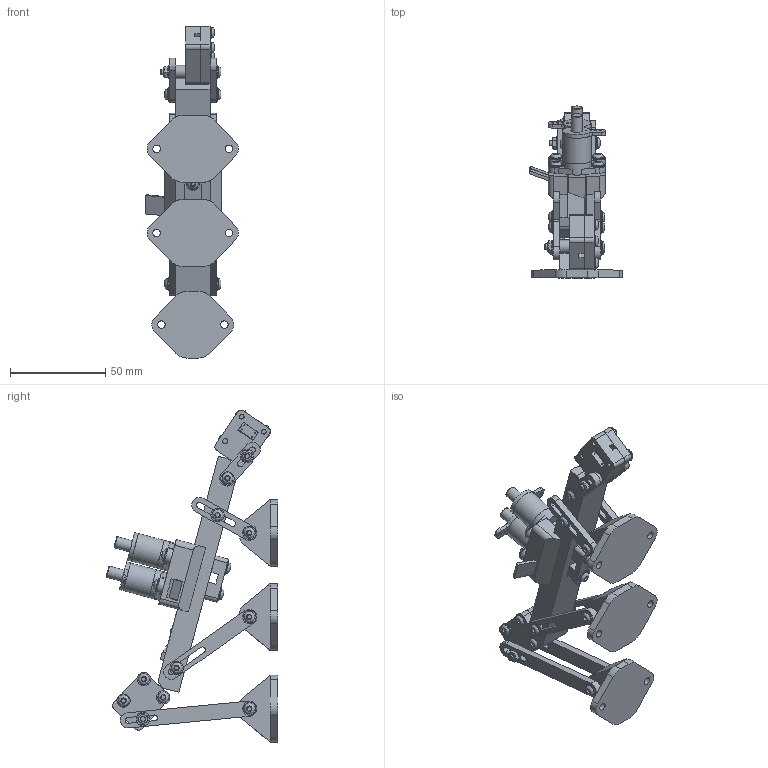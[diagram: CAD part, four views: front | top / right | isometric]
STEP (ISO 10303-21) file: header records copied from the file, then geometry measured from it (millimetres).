
FILE_DESCRIPTION(/* description */ (''),/* implementation_level */ '2;1');
FILE_NAME(/* name */ 'ASSEMBLY_Main.stp',/* time_stamp */ '2025-07-27T11:31:09+02:00',/* author */ ('Andrzej'),/* organization */ (''),/* preprocessor_version */ 'ST-DEVELOPER v20.1',/* originating_system */ 'Autodesk Inventor 2026',/* authorisation */ '');
FILE_SCHEMA (('AUTOMOTIVE_DESIGN { 1 0 10303 214 3 1 1 }'));
Length unit declared in the file: millimetre
Products named in the file (30): ASSEMBLY_Main; ISO 7380-1 - M3 x 30; ISO 7380-1 - M3 x 25; ISO 7380-1 - M3 x 10; ISO 7380-1 - M3 x 8; ISO 7380-1 - M3 x 12; DIN 125-2 - A 3,2; DIN 934 - M3; 3DP_PLA_Measurement_Rail; ASSEMBLY_Solenoid_Actuator; 3DP_ABS_Solenoid_Actuator_Body; COTS_GENERIC_Solenoid_Actuator_Coil; COTS_GENERIC_6x15mm_Neodymium_Magnet; COTS_GENERIC_Solenoid_Actuator_Push_Rod_M3; 3DP_ABS_Solenoid_Actuator_Offset_Spacer; 3DP_PLA_Measurement_Rail_Rammer; 3DP_PLA_Measurement_Rail_Barrier; 3DP_PLA_Measurement_Rail_Base; 3DP_PLA_Measurement_Rail_Mounting_Bracket_Long; 3DP_PLA_Measurement_Rail_Mounting_Bracket_Short; 3DP_PLA_Measurement_Rail_Vibration_Motor_Clamp; CNCM_FR4_Measurement_Rail_Contacts; 3DP_PLA_Part_Detector_Base; 3DP_PLA_Part_Detector_Mounting_Bracket; ASSEMBLY_Part_Detector; 3DP_PLA_Part_Detector_Bottom_Half; COTS_Vishay_TCST1230_Optocoupler; 3DP_PLA_Part_Detector_Top_Half; 3DP_PLA_Part_Detector_Mounting_Bracket_Short; 3DP_PLA_Part_Detector_Mounting_Bracket_Short_Washer
Assembly tree (85 placements, depth 3):
  ASSEMBLY_Main
    DIN 125-2 - A 3,2  x28
    ISO 7380-1 - M3 x 12  x8
    ISO 7380-1 - M3 x 30
    ISO 7380-1 - M3 x 25
    DIN 934 - M3  x2
    ISO 7380-1 - M3 x 10  x10
    ISO 7380-1 - M3 x 8  x6
    3DP_PLA_Measurement_Rail
    ASSEMBLY_Solenoid_Actuator  x2
      3DP_ABS_Solenoid_Actuator_Body
      COTS_GENERIC_Solenoid_Actuator_Coil
      COTS_GENERIC_6x15mm_Neodymium_Magnet
      COTS_GENERIC_Solenoid_Actuator_Push_Rod_M3
      3DP_ABS_Solenoid_Actuator_Offset_Spacer
    3DP_PLA_Measurement_Rail_Rammer
    3DP_PLA_Measurement_Rail_Barrier
    3DP_PLA_Measurement_Rail_Base  x2
    3DP_PLA_Measurement_Rail_Mounting_Bracket_Long  x2
    3DP_PLA_Measurement_Rail_Mounting_Bracket_Short  x2
    3DP_PLA_Measurement_Rail_Vibration_Motor_Clamp
    CNCM_FR4_Measurement_Rail_Contacts
    ASSEMBLY_Part_Detector  x2
      3DP_PLA_Part_Detector_Bottom_Half
      COTS_Vishay_TCST1230_Optocoupler
      3DP_PLA_Part_Detector_Top_Half
    3DP_PLA_Part_Detector_Base
    3DP_PLA_Part_Detector_Mounting_Bracket  x2
    3DP_PLA_Part_Detector_Mounting_Bracket_Short  x2
    3DP_PLA_Part_Detector_Mounting_Bracket_Short_Washer
Bounding box: 48.87 x 90.11 x 174.21 mm (x, y, z)
Volume: 98230.7 mm3; surface area: 59723.3 mm2
Topology: 89 solids, 89 shells, 1118 faces, 2665 edges, 1761 vertices
Faces by surface type: plane 647, cylinder 333, cone 78, torus 32, bspline 28
Full cylindrical faces by diameter (mm): 0.5 x8, 1 x8, 2.459 x2, 2.5 x30, 3 x47, 3.2 x28, 4 x6, 5.4 x2, 5.7 x26, 6 x4, 6.25 x2, 7 x29, 8.05 x4, 15 x4
Entity records: 15806 total; most frequent: CARTESIAN_POINT 2846, DIRECTION 2607, ORIENTED_EDGE 2302, EDGE_CURVE 1151, AXIS2_PLACEMENT_3D 937, VERTEX_POINT 765, LINE 733, VECTOR 733
